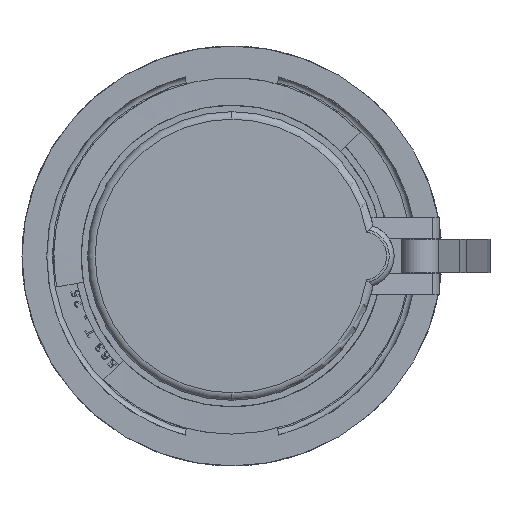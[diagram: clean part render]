
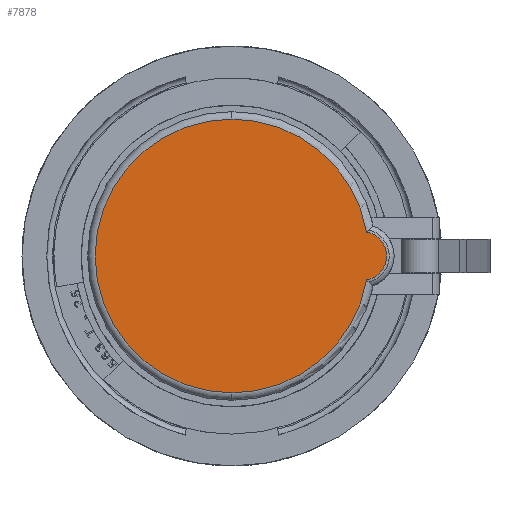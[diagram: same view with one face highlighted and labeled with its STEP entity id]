
A CAD part, left-side view. The second image highlights one B-rep face of the part: STEP entity #7878.
In plain terms, the highlighted face is planar.
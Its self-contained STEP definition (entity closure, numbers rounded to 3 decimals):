
#2631 = CARTESIAN_POINT ( 'NONE',  ( 36.5, 0., 36.4 ) ) ;
#3393 = ORIENTED_EDGE ( 'NONE', *, *, #47618, .T. ) ;
#3619 = CARTESIAN_POINT ( 'NONE',  ( 0., 0., 36.4 ) ) ;
#4637 = CARTESIAN_POINT ( 'NONE',  ( 0., 0., 36.4 ) ) ;
#7452 = VERTEX_POINT ( 'NONE', #26521 ) ;
#7878 = ADVANCED_FACE ( 'NONE', ( #39387 ), #68742, .F. ) ;
#8402 = ORIENTED_EDGE ( 'NONE', *, *, #27336, .T. ) ;
#8991 = DIRECTION ( 'NONE',  ( -1., 0., 0. ) ) ;
#10072 = EDGE_CURVE ( 'NONE', #36261, #7452, #59195, .T. ) ;
#10648 = DIRECTION ( 'NONE',  ( 0., 0., 1. ) ) ;
#12096 = CIRCLE ( 'NONE', #68426, 36.5 ) ;
#15658 = DIRECTION ( 'NONE',  ( -1., 0., 0. ) ) ;
#15959 = AXIS2_PLACEMENT_3D ( 'NONE', #3619, #40977, #8991 ) ;
#17853 = ORIENTED_EDGE ( 'NONE', *, *, #51503, .T. ) ;
#19955 = DIRECTION ( 'NONE',  ( 0., 0., 1. ) ) ;
#25032 = AXIS2_PLACEMENT_3D ( 'NONE', #51882, #19955, #57243 ) ;
#26521 = CARTESIAN_POINT ( 'NONE',  ( -6.391, -35.936, 36.4 ) ) ;
#27336 = EDGE_CURVE ( 'NONE', #39844, #36261, #57768, .T. ) ;
#31413 = EDGE_LOOP ( 'NONE', ( #17853, #8402, #44681, #3393 ) ) ;
#31582 = CARTESIAN_POINT ( 'NONE',  ( 0., 0., 36.4 ) ) ;
#33345 = CIRCLE ( 'NONE', #25032, 6.5 ) ;
#36261 = VERTEX_POINT ( 'NONE', #53010 ) ;
#36900 = DIRECTION ( 'NONE',  ( -1., 0., 0. ) ) ;
#39387 = FACE_OUTER_BOUND ( 'NONE', #31413, .T. ) ;
#39844 = VERTEX_POINT ( 'NONE', #2631 ) ;
#40977 = DIRECTION ( 'NONE',  ( 0., 0., 1. ) ) ;
#42628 = CARTESIAN_POINT ( 'NONE',  ( 0., 0., 36.4 ) ) ;
#44681 = ORIENTED_EDGE ( 'NONE', *, *, #10072, .T. ) ;
#47597 = DIRECTION ( 'NONE',  ( 0., 0., -1. ) ) ;
#47618 = EDGE_CURVE ( 'NONE', #7452, #54570, #33345, .T. ) ;
#48019 = DIRECTION ( 'NONE',  ( -1., 0., 0. ) ) ;
#51503 = EDGE_CURVE ( 'NONE', #54570, #39844, #12096, .T. ) ;
#51882 = CARTESIAN_POINT ( 'NONE',  ( 0., -34.75, 36.4 ) ) ;
#52976 = AXIS2_PLACEMENT_3D ( 'NONE', #42628, #10648, #48019 ) ;
#53010 = CARTESIAN_POINT ( 'NONE',  ( -36.5, 0., 36.4 ) ) ;
#54255 = AXIS2_PLACEMENT_3D ( 'NONE', #4637, #47597, #15658 ) ;
#54570 = VERTEX_POINT ( 'NONE', #59585 ) ;
#57243 = DIRECTION ( 'NONE',  ( -1., 0., 0. ) ) ;
#57768 = CIRCLE ( 'NONE', #52976, 36.5 ) ;
#59195 = CIRCLE ( 'NONE', #15959, 36.5 ) ;
#59585 = CARTESIAN_POINT ( 'NONE',  ( 6.391, -35.936, 36.4 ) ) ;
#68426 = AXIS2_PLACEMENT_3D ( 'NONE', #31582, #68771, #36900 ) ;
#68742 = PLANE ( 'NONE',  #54255 ) ;
#68771 = DIRECTION ( 'NONE',  ( 0., 0., 1. ) ) ;
